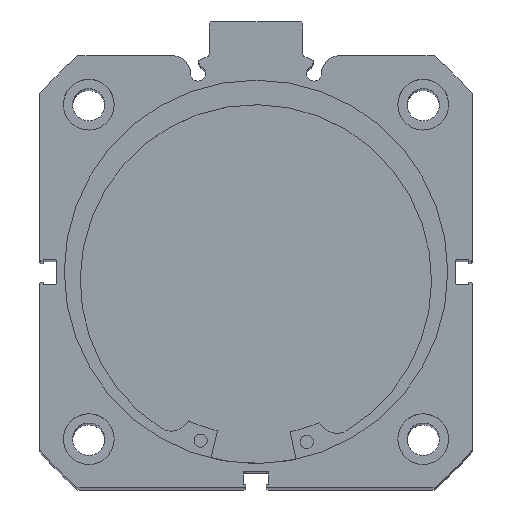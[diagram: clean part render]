
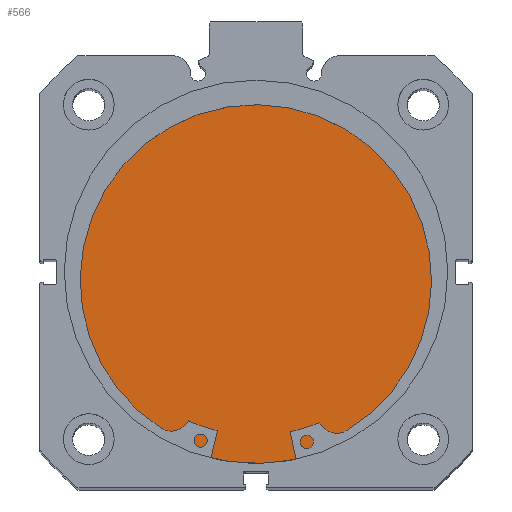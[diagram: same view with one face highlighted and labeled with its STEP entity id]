
A CAD part, top view. The second image highlights one B-rep face of the part: STEP entity #566.
In plain terms, the highlighted face is planar.
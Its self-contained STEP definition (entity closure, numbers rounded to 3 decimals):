
#234 = DIRECTION ( 'NONE',  ( 0., 0., 1. ) ) ;
#235 = DIRECTION ( 'NONE',  ( -1., 0., 0. ) ) ;
#237 = PLANE ( 'NONE',  #1643 ) ;
#239 = CARTESIAN_POINT ( 'NONE',  ( 13., 51., 0. ) ) ;
#566 = ADVANCED_FACE ( 'NONE', ( #2787 ), #237, .F. ) ;
#976 = EDGE_CURVE ( 'NONE', #2121, #6296, #2945, .T. ) ;
#978 = EDGE_CURVE ( 'NONE', #6296, #2121, #2948, .T. ) ;
#1643 = AXIS2_PLACEMENT_3D ( 'NONE', #239, #235, #234 ) ;
#1714 = AXIS2_PLACEMENT_3D ( 'NONE', #3289, #3296, #3297 ) ;
#1717 = AXIS2_PLACEMENT_3D ( 'NONE', #3298, #3300, #3301 ) ;
#2121 = VERTEX_POINT ( 'NONE', #5580 ) ;
#2272 = EDGE_LOOP ( 'NONE', ( #6732, #6737 ) ) ;
#2787 = FACE_OUTER_BOUND ( 'NONE', #2272, .T. ) ;
#2945 = CIRCLE ( 'NONE', #1714, 51. ) ;
#2948 = CIRCLE ( 'NONE', #1717, 51. ) ;
#3289 = CARTESIAN_POINT ( 'NONE',  ( 13., 0., 0. ) ) ;
#3296 = DIRECTION ( 'NONE',  ( -1., 0., 0. ) ) ;
#3297 = DIRECTION ( 'NONE',  ( 0., 0., 1. ) ) ;
#3298 = CARTESIAN_POINT ( 'NONE',  ( 13., 0., 0. ) ) ;
#3300 = DIRECTION ( 'NONE',  ( -1., 0., 0. ) ) ;
#3301 = DIRECTION ( 'NONE',  ( 0., 0., 1. ) ) ;
#5580 = CARTESIAN_POINT ( 'NONE',  ( 13., 0., -51. ) ) ;
#5875 = CARTESIAN_POINT ( 'NONE',  ( 13., 0., 51. ) ) ;
#6296 = VERTEX_POINT ( 'NONE', #5875 ) ;
#6732 = ORIENTED_EDGE ( 'NONE', *, *, #978, .F. ) ;
#6737 = ORIENTED_EDGE ( 'NONE', *, *, #976, .F. ) ;
